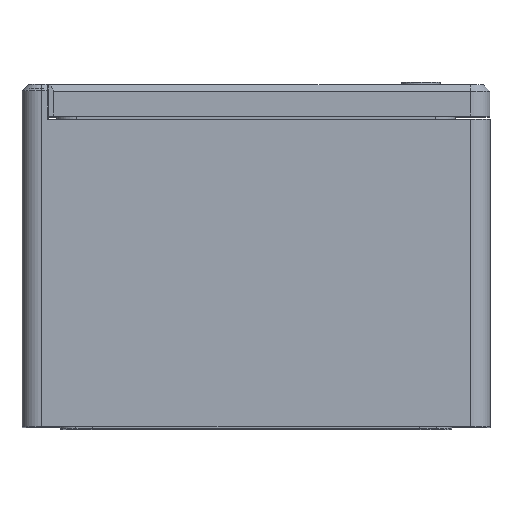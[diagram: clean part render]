
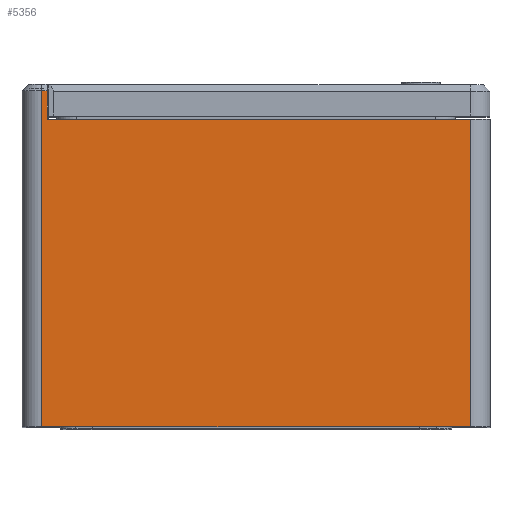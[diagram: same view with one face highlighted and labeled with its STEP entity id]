
A CAD part, top view. The second image highlights one B-rep face of the part: STEP entity #5356.
In plain terms, the highlighted planar face has unit normal (0, 0, 1).
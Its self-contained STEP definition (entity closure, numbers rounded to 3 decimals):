
#597 = CARTESIAN_POINT ( 'NONE',  ( -134., 197., 200. ) ) ;
#1243 = DIRECTION ( 'NONE',  ( -1., 0., 0. ) ) ;
#2188 = DIRECTION ( 'NONE',  ( 1., 0., 0. ) ) ;
#2193 = VECTOR ( 'NONE', #37889, 1000. ) ;
#3611 = EDGE_CURVE ( 'NONE', #22280, #35839, #24410, .T. ) ;
#3842 = LINE ( 'NONE', #597, #19483 ) ;
#5356 = ADVANCED_FACE ( 'NONE', ( #42567 ), #30076, .F. ) ;
#6101 = CARTESIAN_POINT ( 'NONE',  ( 137.5, 0., 200. ) ) ;
#6162 = EDGE_LOOP ( 'NONE', ( #26901, #12940, #39578, #13037, #38859, #6657 ) ) ;
#6278 = DIRECTION ( 'NONE',  ( 0., -1., 0. ) ) ;
#6657 = ORIENTED_EDGE ( 'NONE', *, *, #26967, .F. ) ;
#8193 = CARTESIAN_POINT ( 'NONE',  ( -137.5, 197., 200. ) ) ;
#12940 = ORIENTED_EDGE ( 'NONE', *, *, #23335, .T. ) ;
#13037 = ORIENTED_EDGE ( 'NONE', *, *, #21079, .T. ) ;
#13109 = DIRECTION ( 'NONE',  ( -1., 0., 0. ) ) ;
#13525 = CARTESIAN_POINT ( 'NONE',  ( 137.5, 197., 200. ) ) ;
#14113 = CARTESIAN_POINT ( 'NONE',  ( -134., 197., 200. ) ) ;
#14736 = VERTEX_POINT ( 'NONE', #25455 ) ;
#15329 = LINE ( 'NONE', #25226, #41383 ) ;
#16102 = EDGE_CURVE ( 'NONE', #18914, #28924, #41326, .T. ) ;
#18516 = CARTESIAN_POINT ( 'NONE',  ( -134., 215.5, 200. ) ) ;
#18914 = VERTEX_POINT ( 'NONE', #14113 ) ;
#19483 = VECTOR ( 'NONE', #40382, 1000. ) ;
#21079 = EDGE_CURVE ( 'NONE', #14736, #22280, #24768, .T. ) ;
#22015 = CARTESIAN_POINT ( 'NONE',  ( -137.5, 0., 200. ) ) ;
#22280 = VERTEX_POINT ( 'NONE', #22015 ) ;
#23335 = EDGE_CURVE ( 'NONE', #18914, #29601, #3842, .T. ) ;
#23401 = AXIS2_PLACEMENT_3D ( 'NONE', #13525, #26657, #13109 ) ;
#23608 = LINE ( 'NONE', #30051, #30344 ) ;
#24410 = LINE ( 'NONE', #31708, #29120 ) ;
#24768 = LINE ( 'NONE', #8193, #2193 ) ;
#25226 = CARTESIAN_POINT ( 'NONE',  ( 137.5, 197., 200. ) ) ;
#25455 = CARTESIAN_POINT ( 'NONE',  ( -137.5, 215.5, 200. ) ) ;
#26657 = DIRECTION ( 'NONE',  ( 0., 0., -1. ) ) ;
#26901 = ORIENTED_EDGE ( 'NONE', *, *, #16102, .F. ) ;
#26967 = EDGE_CURVE ( 'NONE', #28924, #35839, #15329, .T. ) ;
#28924 = VERTEX_POINT ( 'NONE', #32837 ) ;
#29120 = VECTOR ( 'NONE', #30846, 1000. ) ;
#29601 = VERTEX_POINT ( 'NONE', #18516 ) ;
#30051 = CARTESIAN_POINT ( 'NONE',  ( 137.5, 215.5, 200. ) ) ;
#30076 = PLANE ( 'NONE',  #23401 ) ;
#30344 = VECTOR ( 'NONE', #1243, 1000. ) ;
#30846 = DIRECTION ( 'NONE',  ( 1., 0., 0. ) ) ;
#31708 = CARTESIAN_POINT ( 'NONE',  ( 137.5, 0., 200. ) ) ;
#32837 = CARTESIAN_POINT ( 'NONE',  ( 137.5, 197., 200. ) ) ;
#34224 = CARTESIAN_POINT ( 'NONE',  ( 137.5, 197., 200. ) ) ;
#35839 = VERTEX_POINT ( 'NONE', #6101 ) ;
#37889 = DIRECTION ( 'NONE',  ( 0., -1., 0. ) ) ;
#38859 = ORIENTED_EDGE ( 'NONE', *, *, #3611, .T. ) ;
#39578 = ORIENTED_EDGE ( 'NONE', *, *, #40347, .T. ) ;
#40347 = EDGE_CURVE ( 'NONE', #29601, #14736, #23608, .T. ) ;
#40382 = DIRECTION ( 'NONE',  ( 0., 1., 0. ) ) ;
#41194 = VECTOR ( 'NONE', #2188, 1000. ) ;
#41326 = LINE ( 'NONE', #34224, #41194 ) ;
#41383 = VECTOR ( 'NONE', #6278, 1000. ) ;
#42567 = FACE_OUTER_BOUND ( 'NONE', #6162, .T. ) ;
